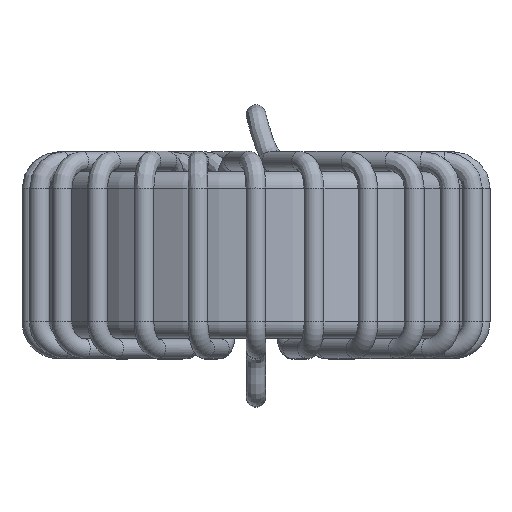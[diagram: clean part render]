
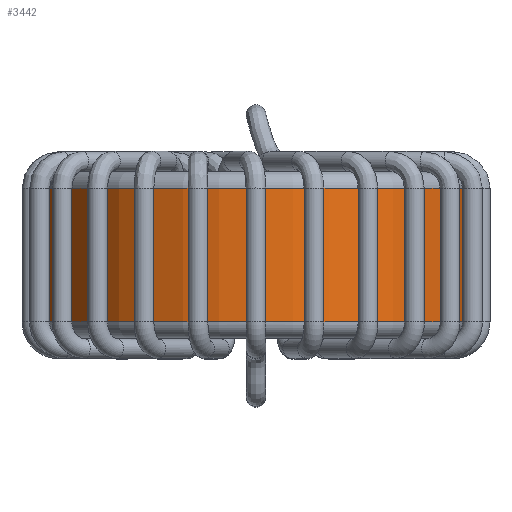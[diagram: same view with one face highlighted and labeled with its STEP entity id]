
A CAD part, top view. The second image highlights one B-rep face of the part: STEP entity #3442.
In plain terms, the highlighted cylindrical face has radius 6.45 mm (diameter 12.9 mm), a full revolution.
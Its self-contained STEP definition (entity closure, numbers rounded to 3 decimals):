
#135=ORIENTED_EDGE('',*,*,#535,.T.);
#136=ORIENTED_EDGE('',*,*,#536,.T.);
#535=EDGE_CURVE('',#735,#735,#935,.T.);
#536=EDGE_CURVE('',#736,#736,#936,.T.);
#735=VERTEX_POINT('',#4721);
#736=VERTEX_POINT('',#4723);
#935=CIRCLE('',#3655,6.45);
#936=CIRCLE('',#3656,6.45);
#1135=EDGE_LOOP('',(#135));
#1136=EDGE_LOOP('',(#136));
#1535=FACE_BOUND('',#1135,.T.);
#1536=FACE_BOUND('',#1136,.T.);
#1935=CYLINDRICAL_SURFACE('',#3654,6.45);
#3442=ADVANCED_FACE('',(#1535,#1536),#1935,.T.);
#3654=AXIS2_PLACEMENT_3D('',#4719,#4010,#4011);
#3655=AXIS2_PLACEMENT_3D('',#4720,#4012,#4013);
#3656=AXIS2_PLACEMENT_3D('',#4722,#4014,#4015);
#4010=DIRECTION('',(0.,-1.,0.));
#4011=DIRECTION('',(0.,0.,-1.));
#4012=DIRECTION('',(0.,1.,0.));
#4013=DIRECTION('',(0.,0.,1.));
#4014=DIRECTION('',(0.,-1.,0.));
#4015=DIRECTION('',(0.,0.,-1.));
#4719=CARTESIAN_POINT('',(0.,0.,0.));
#4720=CARTESIAN_POINT('',(0.,-2.015,0.));
#4721=CARTESIAN_POINT('',(0.,-2.015,6.45));
#4722=CARTESIAN_POINT('',(0.,2.015,0.));
#4723=CARTESIAN_POINT('',(0.,2.015,-6.45));
